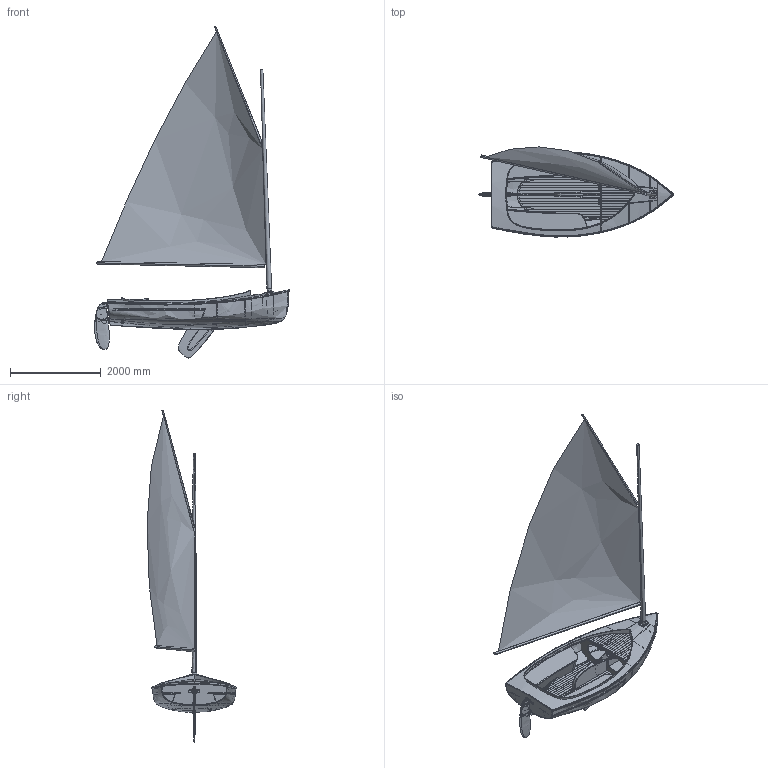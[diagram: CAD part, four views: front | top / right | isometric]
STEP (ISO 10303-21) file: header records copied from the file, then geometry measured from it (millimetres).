
FILE_DESCRIPTION(('FreeCAD Model'),'2;1');
FILE_NAME('Open CASCADE Shape Model','2025-05-05T16:47:49',('FreeCAD'),( 'FreeCAD'),'Open CASCADE STEP processor 7.6','FreeCAD','Unknown');
FILE_SCHEMA(('AUTOMOTIVE_DESIGN { 1 0 10303 214 1 1 1 1 }'));
Products named in the file (1): Open CASCADE STEP translator 7.6 1
Bounding box: 4281.04 x 1975.59 x 7296.88 mm (x, y, z)
Volume: 263688904.9 mm3; surface area: 87965362.6 mm2
Topology: 127 solids, 157 shells, 3365 faces, 8848 edges, 5649 vertices
Faces by surface type: bspline 3365
Entity records: 216237 total; most frequent: CARTESIAN_POINT 165605, ORIENTED_EDGE 16901, EDGE_CURVE 8736, B_SPLINE_CURVE_WITH_KNOTS 6566, VERTEX_POINT 5649, FACE_BOUND 3559, EDGE_LOOP 3559, ADVANCED_FACE 3365
